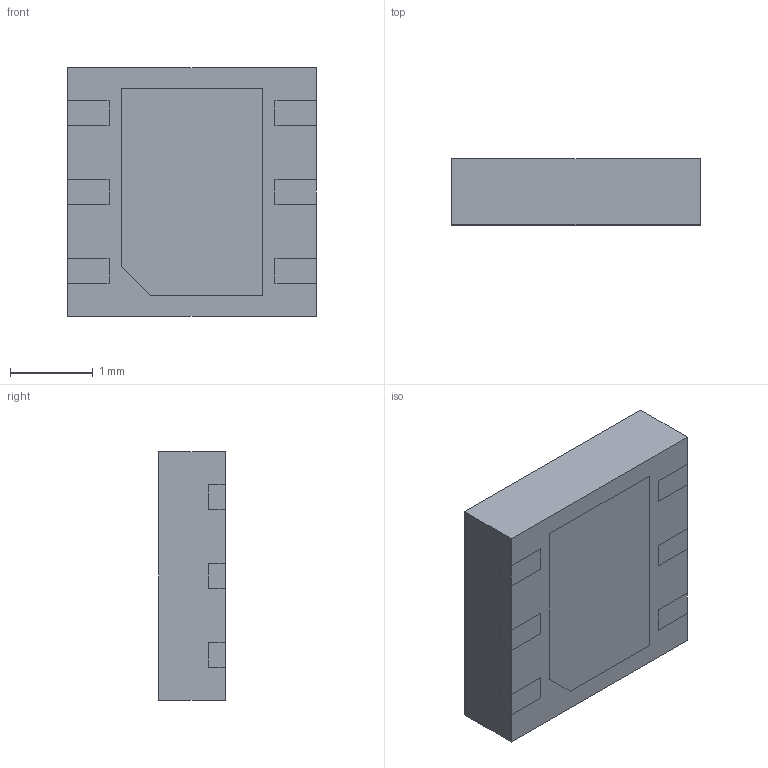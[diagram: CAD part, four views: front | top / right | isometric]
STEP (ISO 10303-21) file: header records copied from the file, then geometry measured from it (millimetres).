
FILE_DESCRIPTION (( 'STEP AP214' ), '1' );
FILE_NAME ('LDO40L.STEP', '2023-06-05T14:02:23', ( '' ), ( '' ), 'SwSTEP 2.0', 'SolidWorks 2018', '' );
FILE_SCHEMA (( 'AUTOMOTIVE_DESIGN' ));
Length unit declared in the file: millimetre
Products named in the file (1): LDO40L
Bounding box: 3 x 0.8 x 3 mm (x, y, z)
Volume: 7.2 mm3; surface area: 27.6 mm2
Topology: 1 solids, 1 shells, 20 faces, 67 edges, 51 vertices
Faces by surface type: plane 20
Entity records: 999 total; most frequent: CARTESIAN_POINT 139, ORIENTED_EDGE 134, DIRECTION 111, EDGE_CURVE 67, LINE 65, VECTOR 65, VERTEX_POINT 51, UNCERTAINTY_MEASURE_WITH_UNIT 23
